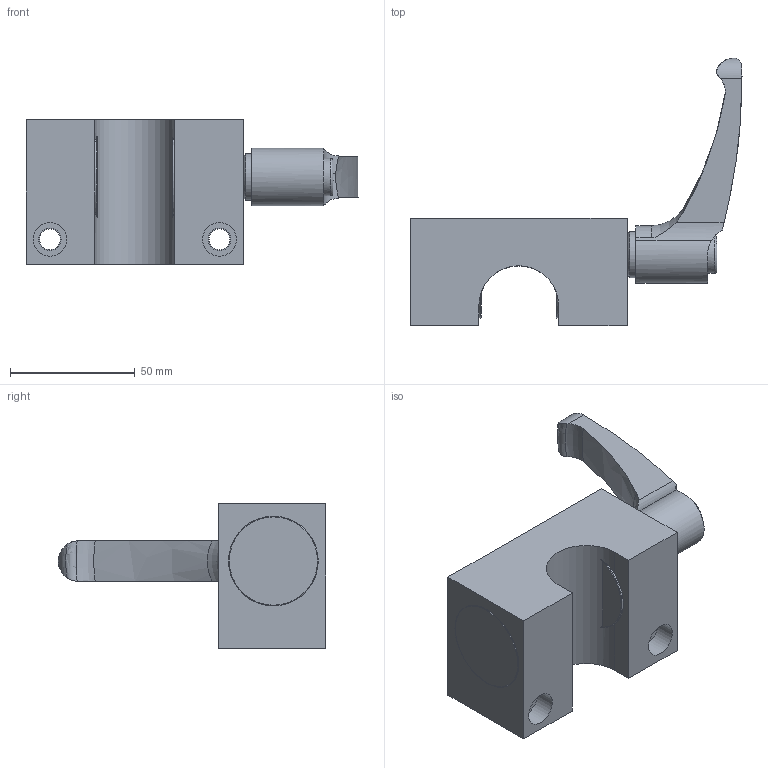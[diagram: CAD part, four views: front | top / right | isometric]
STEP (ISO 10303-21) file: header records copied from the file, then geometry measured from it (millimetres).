
FILE_DESCRIPTION( ( 'STEP AP214' ), '1' );
FILE_NAME( 'HKR3000A.stp', '2021-08-25T11:07:18', ( 'License CC BY-ND 4.0' ), ( 'CADENAS' ), ' ', 'PARTsolutions', ' ' );
FILE_SCHEMA( ( 'AUTOMOTIVE_DESIGN { 1 0 10303 214 1 1 1 1 }' ) );
Length unit declared in the file: millimetre
Products named in the file (3): HKR3000A; _gehaeuse-HKR 30; _ELESA-Klemmhebel GN 604-78-M8-SG
Assembly tree (2 placements, depth 2):
  HKR3000A
    _gehaeuse-HKR 30
    _ELESA-Klemmhebel GN 604-78-M8-SG
Bounding box: 133.16 x 107.28 x 58 mm (x, y, z)
Volume: 198821.6 mm3; surface area: 33113.2 mm2
Topology: 2 solids, 2 shells, 72 faces, 180 edges, 117 vertices
Faces by surface type: plane 33, cylinder 22, cone 7, torus 7, bspline 3
Full cylindrical faces by diameter (mm): 6.647 x1, 8.376 x2, 9 x2, 13.5 x2, 18.5 x1, 36 x2
Entity records: 3003 total; most frequent: CARTESIAN_POINT 799, DIRECTION 312, ORIENTED_EDGE 310, EDGE_CURVE 155, AXIS2_PLACEMENT_3D 127, VERTEX_POINT 110, EDGE_LOOP 103, FACE_OUTER_BOUND 83
